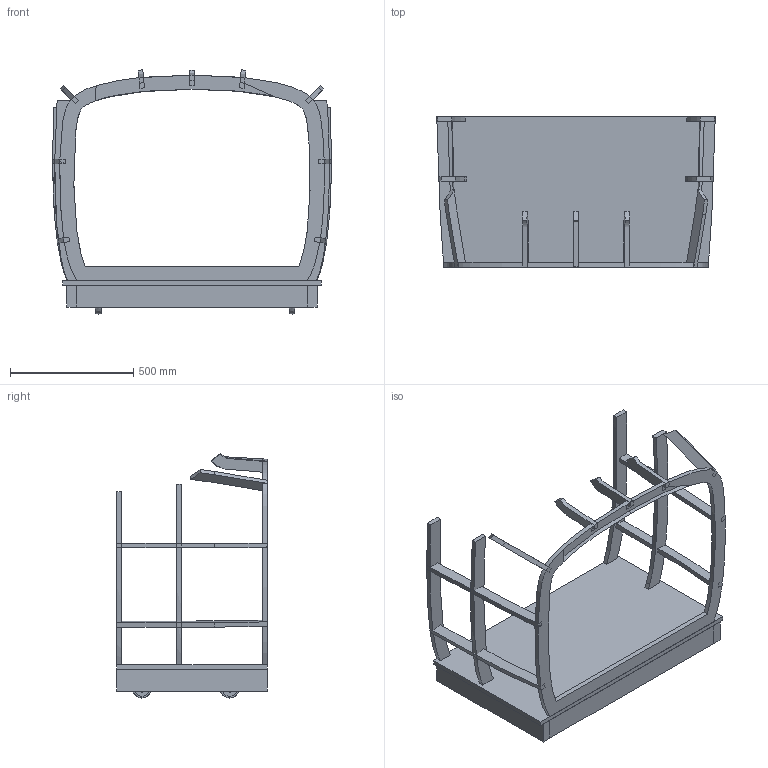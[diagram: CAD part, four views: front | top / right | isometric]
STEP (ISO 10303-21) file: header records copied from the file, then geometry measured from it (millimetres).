
FILE_DESCRIPTION(/* description */ (''),/* implementation_level */ '2;1');
FILE_NAME(/* name */ '2-1-100 Full Shell STRUCTURE_v138.step',/* time_stamp */ '2021-12-11T14:18:38-07:00',/* author */ (''),/* organization */ (''),/* preprocessor_version */ 'ST-DEVELOPER v18.1',/* originating_system */ 'Autodesk Translation Framework v10.10.0.1391',/* authorisation */ '');
FILE_SCHEMA (('AUTOMOTIVE_DESIGN { 1 0 10303 214 3 1 1 }'));
Length unit declared in the file: inch
Products named in the file (5): 2-1-100 Full Shell STRUCTURE; 2-1-100 Structure; Body Components; 2-1-200 Wooden Base; 1-1 Shell Complete Assy_2358T53
Assembly tree (7 placements, depth 3):
  2-1-100 Full Shell STRUCTURE
    2-1-100 Structure
      Body Components
    2-1-200 Wooden Base
      1-1 Shell Complete Assy_2358T53  x4
Bounding box: 1128.37 x 609.6 x 989.68 mm (x, y, z)
Volume: 32483241.9 mm3; surface area: 3754638 mm2
Topology: 31 solids, 31 shells, 677 faces, 1615 edges, 1026 vertices
Faces by surface type: plane 432, bspline 93, cylinder 80, cone 60, torus 12
Full cylindrical faces by diameter (mm): 4.762 x16, 7.15 x8, 35.338 x4, 60.655 x8
Entity records: 16848 total; most frequent: CARTESIAN_POINT 8337, ORIENTED_EDGE 1856, DIRECTION 1412, EDGE_CURVE 928, LINE 630, VECTOR 630, VERTEX_POINT 606, EDGE_LOOP 400
